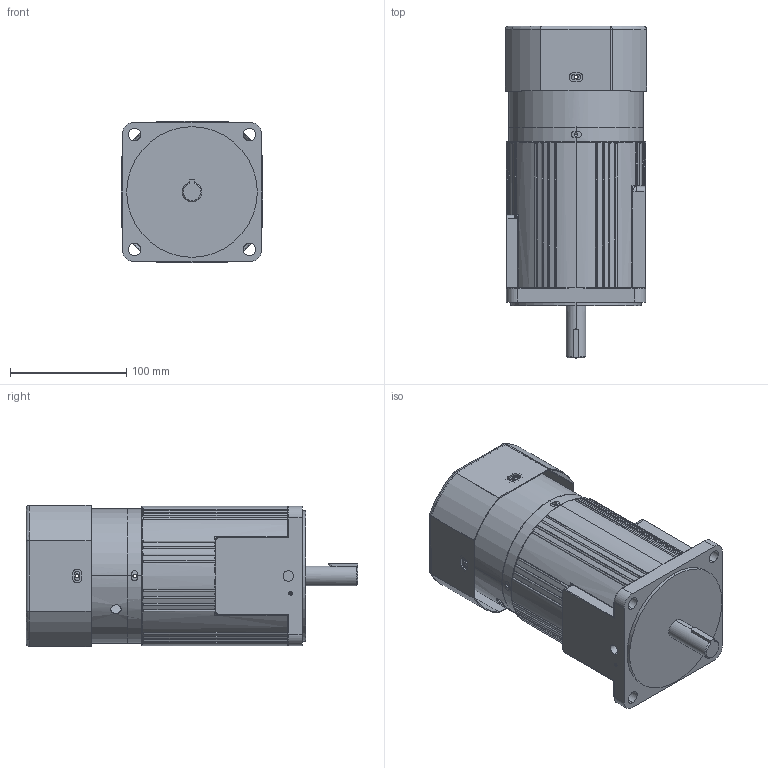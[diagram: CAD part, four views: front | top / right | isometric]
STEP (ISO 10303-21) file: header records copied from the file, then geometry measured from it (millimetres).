
FILE_DESCRIPTION (( 'STEP AP203' ), '1' );
FILE_NAME ('7IK400(R)A-MF.STEP', '2020-01-10T08:36:22', ( 'Sky123.Org' ), ( 'Sky123.Org' ), 'SwSTEP 2.0', 'SolidWorks 2014', '' );
FILE_SCHEMA (( 'CONFIG_CONTROL_DESIGN' ));
Length unit declared in the file: millimetre
Products named in the file (4): 7IK400(R)A-MF; 7IK400(R)A; 120瑞欶; 120价陬欶褲
Assembly tree (3 placements, depth 2):
  7IK400(R)A-MF
    7IK400(R)A
    120瑞欶
    120价陬欶褲
Bounding box: 121.6 x 286 x 121.6 mm (x, y, z)
Volume: 1872870 mm3; surface area: 230445.6 mm2
Topology: 3 solids, 3 shells, 503 faces, 1360 edges, 847 vertices
Faces by surface type: cylinder 230, plane 144, torus 64, bspline 40, cone 21, sphere 4
Entity records: 18852 total; most frequent: CARTESIAN_POINT 5957, ORIENTED_EDGE 2664, DIRECTION 2624, EDGE_CURVE 1332, AXIS2_PLACEMENT_3D 1054, VERTEX_POINT 847, CIRCLE 585, EDGE_LOOP 579
